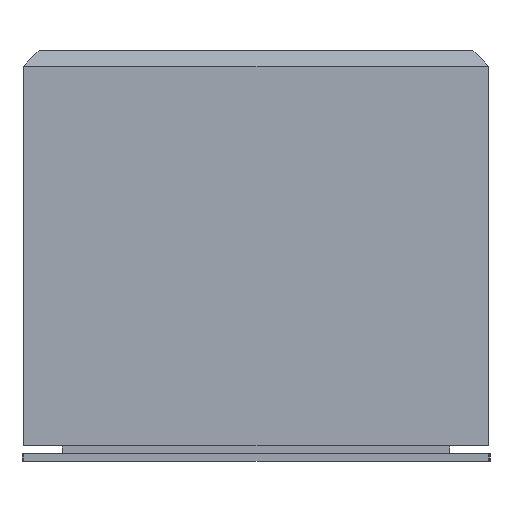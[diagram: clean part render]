
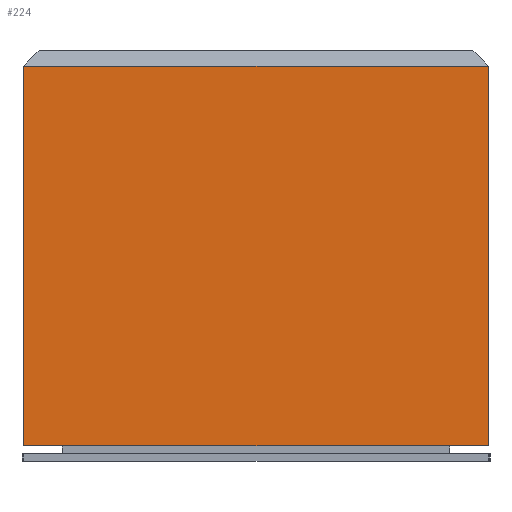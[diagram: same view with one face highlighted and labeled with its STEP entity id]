
A CAD part, left-side view. The second image highlights one B-rep face of the part: STEP entity #224.
In plain terms, the highlighted planar face has unit normal (-1, 0, 0).
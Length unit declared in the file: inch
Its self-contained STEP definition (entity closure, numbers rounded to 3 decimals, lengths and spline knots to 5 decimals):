
#37 = EDGE_CURVE ( 'NONE', #97, #589, #333, .T. ) ;
#58 = CARTESIAN_POINT ( 'NONE',  ( -0.01969, 0.01181, 0.02308 ) ) ;
#97 = VERTEX_POINT ( 'NONE', #390 ) ;
#176 = CARTESIAN_POINT ( 'NONE',  ( -0.01969, -0.01181, 0.00379 ) ) ;
#224 = ADVANCED_FACE ( 'NONE', ( #1371 ), #1348, .T. ) ;
#245 = DIRECTION ( 'NONE',  ( 0., 1., 0. ) ) ;
#275 = ORIENTED_EDGE ( 'NONE', *, *, #775, .F. ) ;
#333 = LINE ( 'NONE', #1090, #972 ) ;
#390 = CARTESIAN_POINT ( 'NONE',  ( -0.01969, -0.01181, 0.02308 ) ) ;
#471 = ORIENTED_EDGE ( 'NONE', *, *, #676, .T. ) ;
#508 = DIRECTION ( 'NONE',  ( 0., 0., 1. ) ) ;
#526 = LINE ( 'NONE', #952, #809 ) ;
#565 = VECTOR ( 'NONE', #724, 39.37008 ) ;
#589 = VERTEX_POINT ( 'NONE', #58 ) ;
#609 = LINE ( 'NONE', #1040, #565 ) ;
#620 = CARTESIAN_POINT ( 'NONE',  ( -0.01969, 0.01181, 0.00379 ) ) ;
#643 = ORIENTED_EDGE ( 'NONE', *, *, #37, .T. ) ;
#676 = EDGE_CURVE ( 'NONE', #589, #1283, #526, .T. ) ;
#705 = AXIS2_PLACEMENT_3D ( 'NONE', #725, #945, #508 ) ;
#724 = DIRECTION ( 'NONE',  ( 0., 0., -1. ) ) ;
#725 = CARTESIAN_POINT ( 'NONE',  ( -0.01969, 0.01181, 0.02387 ) ) ;
#775 = EDGE_CURVE ( 'NONE', #97, #1099, #609, .T. ) ;
#809 = VECTOR ( 'NONE', #1369, 39.37008 ) ;
#869 = CARTESIAN_POINT ( 'NONE',  ( -0.01969, 0.01181, 0.00379 ) ) ;
#945 = DIRECTION ( 'NONE',  ( -1., 0., 0. ) ) ;
#952 = CARTESIAN_POINT ( 'NONE',  ( -0.01969, 0.01181, 0.02308 ) ) ;
#972 = VECTOR ( 'NONE', #245, 39.37008 ) ;
#1040 = CARTESIAN_POINT ( 'NONE',  ( -0.01969, -0.01181, 0.02308 ) ) ;
#1090 = CARTESIAN_POINT ( 'NONE',  ( -0.01969, -0.01181, 0.02308 ) ) ;
#1099 = VERTEX_POINT ( 'NONE', #176 ) ;
#1100 = EDGE_CURVE ( 'NONE', #1283, #1099, #1238, .T. ) ;
#1137 = VECTOR ( 'NONE', #1263, 39.37008 ) ;
#1153 = EDGE_LOOP ( 'NONE', ( #643, #471, #1156, #275 ) ) ;
#1156 = ORIENTED_EDGE ( 'NONE', *, *, #1100, .T. ) ;
#1238 = LINE ( 'NONE', #620, #1137 ) ;
#1263 = DIRECTION ( 'NONE',  ( 0., -1., 0. ) ) ;
#1283 = VERTEX_POINT ( 'NONE', #869 ) ;
#1348 = PLANE ( 'NONE',  #705 ) ;
#1369 = DIRECTION ( 'NONE',  ( 0., 0., -1. ) ) ;
#1371 = FACE_OUTER_BOUND ( 'NONE', #1153, .T. ) ;
